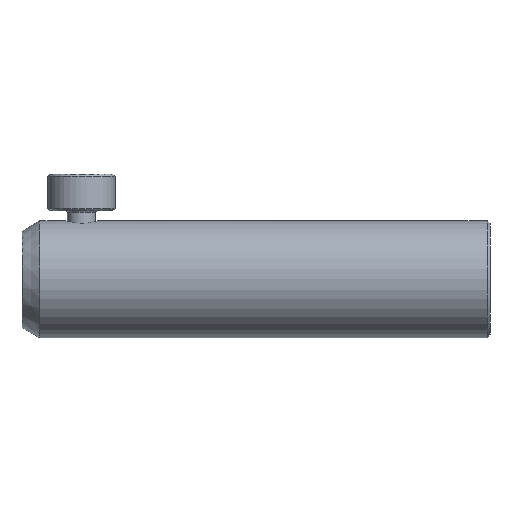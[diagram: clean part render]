
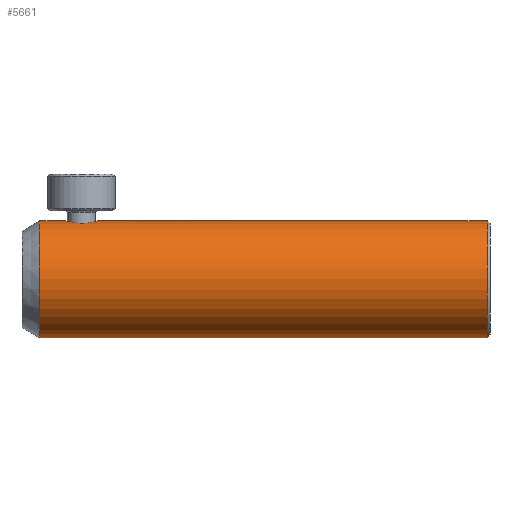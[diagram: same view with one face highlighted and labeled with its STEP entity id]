
A CAD part, left-side view. The second image highlights one B-rep face of the part: STEP entity #5661.
In plain terms, the highlighted cylindrical face has radius 12.5 mm (diameter 25 mm), a partial arc.
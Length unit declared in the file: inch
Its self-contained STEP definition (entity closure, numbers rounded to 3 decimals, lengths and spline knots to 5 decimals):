
#1838 = B_SPLINE_CURVE_WITH_KNOTS ( 'NONE', 3,
 ( #4397, #4398, #4403, #4404, #4405, #4406, #4407, #4408, #4409, #4410, #4411, #4412, #4413, #4414, #4415, #4416, #4417, #4418, #4419, #4420, #4421, #4422, #4423, #4424, #4425, #4426, #4427, #4428, #4429, #4430 ),
 .UNSPECIFIED., .F., .F.,
 ( 4, 2, 2, 2, 2, 2, 2, 2, 2, 2, 2, 2, 2, 2, 4 ),
 ( 0., 0.06249, 0.09373, 0.12497, 0.18746, 0.20308, 0.2187, 0.24994, 0.31243, 0.32805, 0.34367, 0.37492, 0.4374, 0.46864, 0.49989 ),
 .UNSPECIFIED. ) ;
#2755 = VERTEX_POINT ( 'NONE', #11665 ) ;
#3438 = EDGE_LOOP ( 'NONE', ( #15170, #15114, #15180, #15056, #15267, #15153 ) ) ;
#4125 = CARTESIAN_POINT ( 'NONE',  ( 0.05475, 2.03719, -0.18758 ) ) ;
#4126 = DIRECTION ( 'NONE',  ( 0., -1., 0. ) ) ;
#4127 = DIRECTION ( 'NONE',  ( 0., 0., 1. ) ) ;
#4210 = CARTESIAN_POINT ( 'NONE',  ( 0.05475, 2.18719, 0.30455 ) ) ;
#4211 = DIRECTION ( 'NONE',  ( 0., -1., 0. ) ) ;
#4350 = CARTESIAN_POINT ( 'NONE',  ( 0.05475, -1.72481, -0.18758 ) ) ;
#4351 = DIRECTION ( 'NONE',  ( 0., 1., 0. ) ) ;
#4352 = DIRECTION ( 'NONE',  ( 0., 0., 1. ) ) ;
#4390 = CARTESIAN_POINT ( 'NONE',  ( 0.05475, 2.18719, 0.30455 ) ) ;
#4395 = CARTESIAN_POINT ( 'NONE',  ( 0.05475, 2.18719, -0.6797 ) ) ;
#4396 = DIRECTION ( 'NONE',  ( 0., -1., 0. ) ) ;
#4397 = CARTESIAN_POINT ( 'NONE',  ( 0.05475, 1.55261, 0.30455 ) ) ;
#4398 = CARTESIAN_POINT ( 'NONE',  ( 0.03614, 1.55262, 0.30455 ) ) ;
#4402 = DIRECTION ( 'NONE',  ( 0., -1., 0. ) ) ;
#4403 = CARTESIAN_POINT ( 'NONE',  ( 0.01798, 1.55611, 0.30349 ) ) ;
#4404 = CARTESIAN_POINT ( 'NONE',  ( -0.00841, 1.56654, 0.30056 ) ) ;
#4405 = CARTESIAN_POINT ( 'NONE',  ( -0.01654, 1.57066, 0.29942 ) ) ;
#4406 = CARTESIAN_POINT ( 'NONE',  ( -0.03183, 1.58034, 0.29693 ) ) ;
#4407 = CARTESIAN_POINT ( 'NONE',  ( -0.03893, 1.58587, 0.2956 ) ) ;
#4408 = CARTESIAN_POINT ( 'NONE',  ( -0.0586, 1.60453, 0.2915 ) ) ;
#4409 = CARTESIAN_POINT ( 'NONE',  ( -0.06874, 1.61905, 0.28886 ) ) ;
#4410 = CARTESIAN_POINT ( 'NONE',  ( -0.07778, 1.63974, 0.28637 ) ) ;
#4411 = CARTESIAN_POINT ( 'NONE',  ( -0.0794, 1.64399, 0.28591 ) ) ;
#4412 = CARTESIAN_POINT ( 'NONE',  ( -0.08213, 1.65247, 0.28513 ) ) ;
#4413 = CARTESIAN_POINT ( 'NONE',  ( -0.08327, 1.65674, 0.2848 ) ) ;
#4414 = CARTESIAN_POINT ( 'NONE',  ( -0.086, 1.66962, 0.28399 ) ) ;
#4415 = CARTESIAN_POINT ( 'NONE',  ( -0.08691, 1.67833, 0.28372 ) ) ;
#4416 = CARTESIAN_POINT ( 'NONE',  ( -0.08692, 1.70478, 0.28372 ) ) ;
#4417 = CARTESIAN_POINT ( 'NONE',  ( -0.08329, 1.72194, 0.28485 ) ) ;
#4418 = CARTESIAN_POINT ( 'NONE',  ( -0.07412, 1.74295, 0.28738 ) ) ;
#4419 = CARTESIAN_POINT ( 'NONE',  ( -0.07215, 1.74691, 0.28791 ) ) ;
#4420 = CARTESIAN_POINT ( 'NONE',  ( -0.06781, 1.75468, 0.28905 ) ) ;
#4421 = CARTESIAN_POINT ( 'NONE',  ( -0.06545, 1.75844, 0.28965 ) ) ;
#4422 = CARTESIAN_POINT ( 'NONE',  ( -0.05784, 1.76933, 0.29152 ) ) ;
#4423 = CARTESIAN_POINT ( 'NONE',  ( -0.05202, 1.77608, 0.29287 ) ) ;
#4424 = CARTESIAN_POINT ( 'NONE',  ( -0.03233, 1.7948, 0.29697 ) ) ;
#4425 = CARTESIAN_POINT ( 'NONE',  ( -0.01711, 1.80442, 0.29959 ) ) ;
#4426 = CARTESIAN_POINT ( 'NONE',  ( 0.00914, 1.81479, 0.30251 ) ) ;
#4427 = CARTESIAN_POINT ( 'NONE',  ( 0.01812, 1.81742, 0.30327 ) ) ;
#4428 = CARTESIAN_POINT ( 'NONE',  ( 0.03625, 1.8209, 0.30428 ) ) ;
#4429 = CARTESIAN_POINT ( 'NONE',  ( 0.04544, 1.82177, 0.30455 ) ) ;
#4430 = CARTESIAN_POINT ( 'NONE',  ( 0.05475, 1.82178, 0.30455 ) ) ;
#5495 = CARTESIAN_POINT ( 'NONE',  ( 0.05475, 2.18719, -0.18758 ) ) ;
#5498 = DIRECTION ( 'NONE',  ( 0., -1., 0. ) ) ;
#5513 = DIRECTION ( 'NONE',  ( 0., 0., -1. ) ) ;
#5661 = ADVANCED_FACE ( 'NONE', ( #7600 ), #7609, .T. ) ;
#7076 = EDGE_CURVE ( 'NONE', #12825, #12826, #8816, .T. ) ;
#7099 = EDGE_CURVE ( 'NONE', #12825, #15015, #8845, .T. ) ;
#7115 = EDGE_CURVE ( 'NONE', #12887, #2755, #8857, .T. ) ;
#7128 = EDGE_CURVE ( 'NONE', #12826, #12887, #8880, .T. ) ;
#7130 = EDGE_CURVE ( 'NONE', #15341, #15015, #1838, .T. ) ;
#7132 = EDGE_CURVE ( 'NONE', #15341, #2755, #8884, .T. ) ;
#7600 = FACE_OUTER_BOUND ( 'NONE', #3438, .T. ) ;
#7609 = CYLINDRICAL_SURFACE ( 'NONE', #8557, 0.49213 ) ;
#8557 = AXIS2_PLACEMENT_3D ( 'NONE', #5495, #5498, #5513 ) ;
#8816 = CIRCLE ( 'NONE', #11224, 0.49213 ) ;
#8845 = LINE ( 'NONE', #4210, #8847 ) ;
#8847 = VECTOR ( 'NONE', #4211, 39.37008 ) ;
#8857 = CIRCLE ( 'NONE', #11240, 0.49213 ) ;
#8880 = LINE ( 'NONE', #4395, #8883 ) ;
#8883 = VECTOR ( 'NONE', #4396, 39.37008 ) ;
#8884 = LINE ( 'NONE', #4390, #8887 ) ;
#8887 = VECTOR ( 'NONE', #4402, 39.37008 ) ;
#11224 = AXIS2_PLACEMENT_3D ( 'NONE', #4125, #4126, #4127 ) ;
#11240 = AXIS2_PLACEMENT_3D ( 'NONE', #4350, #4351, #4352 ) ;
#11665 = CARTESIAN_POINT ( 'NONE',  ( 0.05475, -1.72481, 0.30455 ) ) ;
#12825 = VERTEX_POINT ( 'NONE', #19514 ) ;
#12826 = VERTEX_POINT ( 'NONE', #19515 ) ;
#12887 = VERTEX_POINT ( 'NONE', #19576 ) ;
#15015 = VERTEX_POINT ( 'NONE', #19813 ) ;
#15056 = ORIENTED_EDGE ( 'NONE', *, *, #7115, .T. ) ;
#15114 = ORIENTED_EDGE ( 'NONE', *, *, #7076, .T. ) ;
#15153 = ORIENTED_EDGE ( 'NONE', *, *, #7130, .T. ) ;
#15170 = ORIENTED_EDGE ( 'NONE', *, *, #7099, .F. ) ;
#15180 = ORIENTED_EDGE ( 'NONE', *, *, #7128, .T. ) ;
#15267 = ORIENTED_EDGE ( 'NONE', *, *, #7132, .F. ) ;
#15341 = VERTEX_POINT ( 'NONE', #19874 ) ;
#19514 = CARTESIAN_POINT ( 'NONE',  ( 0.05475, 2.03719, 0.30455 ) ) ;
#19515 = CARTESIAN_POINT ( 'NONE',  ( 0.05475, 2.03719, -0.6797 ) ) ;
#19576 = CARTESIAN_POINT ( 'NONE',  ( 0.05475, -1.72481, -0.6797 ) ) ;
#19813 = CARTESIAN_POINT ( 'NONE',  ( 0.05475, 1.82178, 0.30455 ) ) ;
#19874 = CARTESIAN_POINT ( 'NONE',  ( 0.05475, 1.55261, 0.30455 ) ) ;
